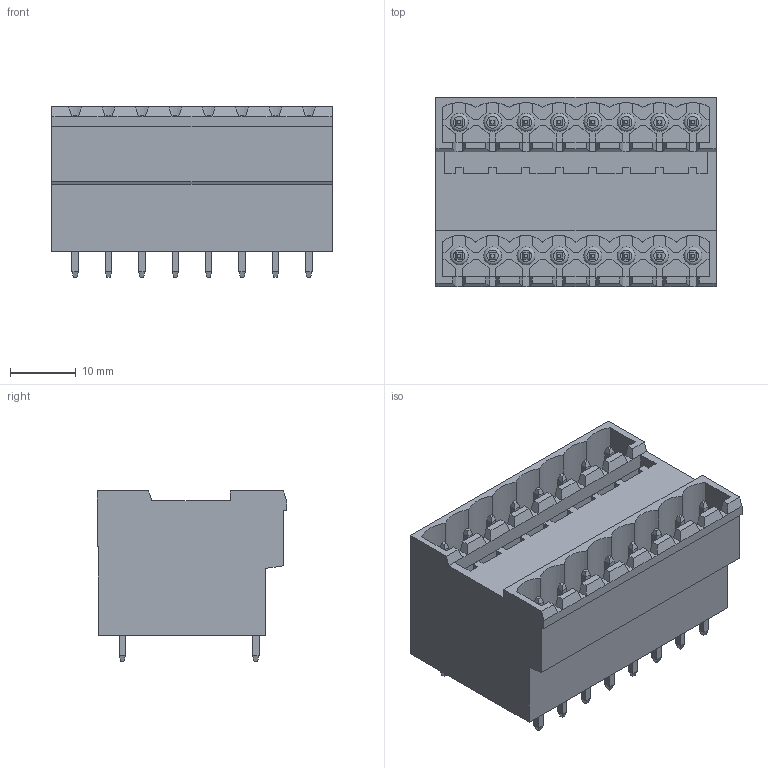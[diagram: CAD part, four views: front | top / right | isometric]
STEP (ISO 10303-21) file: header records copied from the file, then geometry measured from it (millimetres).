
FILE_DESCRIPTION( ( 'Unknown' ), '1' );
FILE_NAME( '691333500016.stp', 'Unknown', ( 'Quentin LAIDEBEUR' ), ( 'WE' ), 'PSStep 15.0.49', 'Sample-box', ' ' );
FILE_SCHEMA( ( 'AUTOMOTIVE_DESIGN { 1 0 10303 214 1 1 1 1 }' ) );
Length unit declared in the file: millimetre
Products named in the file (4): Assem1; 691333500016; 6913335000xx_PIN; 691333500016_CAPOT
Assembly tree (18 placements, depth 2):
  Assem1
    691333500016
    6913335000xx_PIN  x16
    691333500016_CAPOT
Bounding box: 42.64 x 28.8 x 25.9 mm (x, y, z)
Volume: 8667.8 mm3; surface area: 16811.3 mm2
Topology: 18 solids, 18 shells, 1122 faces, 3002 edges, 1942 vertices
Faces by surface type: plane 1032, cylinder 74, torus 16
Full cylindrical faces by diameter (mm): 1.7 x14, 2.75 x16
Entity records: 36250 total; most frequent: CARTESIAN_POINT 5137, ORIENTED_EDGE 5040, DIRECTION 4578, EDGE_CURVE 2520, LINE 2324, VECTOR 2324, VERTEX_POINT 1686, AXIS2_PLACEMENT_3D 1127
